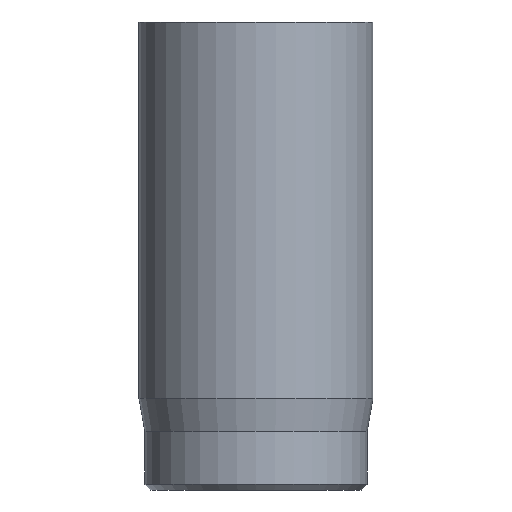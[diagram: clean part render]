
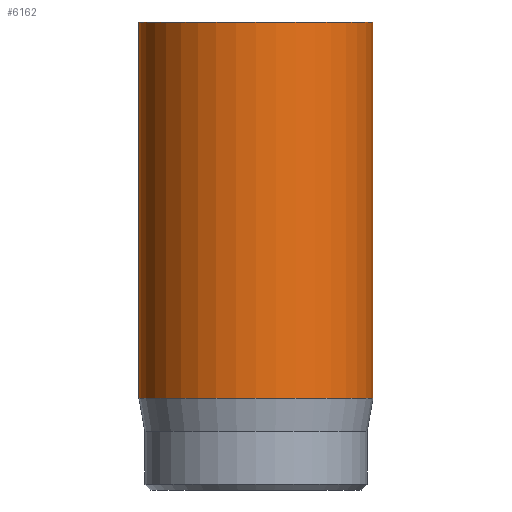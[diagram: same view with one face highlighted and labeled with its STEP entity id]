
A CAD part, front view. The second image highlights one B-rep face of the part: STEP entity #6162.
In plain terms, the highlighted cylindrical face has radius 2 mm (diameter 4 mm), a full revolution.
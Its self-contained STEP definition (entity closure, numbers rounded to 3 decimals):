
#31=CYLINDRICAL_SURFACE('',#6390,2.);
#45=CIRCLE('',#6363,2.);
#57=CIRCLE('',#6388,2.);
#58=CIRCLE('',#6389,2.);
#500=FACE_OUTER_BOUND('',#862,.T.);
#862=EDGE_LOOP('',(#5370,#5371,#5372,#5373,#5374));
#1322=LINE('',#11257,#1798);
#1798=VECTOR('',#7072,2.);
#2794=VERTEX_POINT('',#11208);
#2806=VERTEX_POINT('',#11251);
#2807=VERTEX_POINT('',#11252);
#3659=EDGE_CURVE('',#2794,#2794,#45,.T.);
#3677=EDGE_CURVE('',#2806,#2807,#57,.T.);
#3678=EDGE_CURVE('',#2807,#2806,#58,.T.);
#3680=EDGE_CURVE('',#2794,#2806,#1322,.T.);
#5370=ORIENTED_EDGE('',*,*,#3659,.T.);
#5371=ORIENTED_EDGE('',*,*,#3680,.T.);
#5372=ORIENTED_EDGE('',*,*,#3677,.T.);
#5373=ORIENTED_EDGE('',*,*,#3678,.T.);
#5374=ORIENTED_EDGE('',*,*,#3680,.F.);
#6162=ADVANCED_FACE('',(#500),#31,.T.);
#6363=AXIS2_PLACEMENT_3D('',#11209,#7009,#7010);
#6388=AXIS2_PLACEMENT_3D('',#11253,#7065,#7066);
#6389=AXIS2_PLACEMENT_3D('',#11254,#7067,#7068);
#6390=AXIS2_PLACEMENT_3D('',#11256,#7070,#7071);
#7009=DIRECTION('center_axis',(0.,0.,-1.));
#7010=DIRECTION('ref_axis',(-1.,0.,0.));
#7065=DIRECTION('center_axis',(0.,0.,1.));
#7066=DIRECTION('ref_axis',(-1.,0.,0.));
#7067=DIRECTION('center_axis',(0.,0.,1.));
#7068=DIRECTION('ref_axis',(-1.,0.,0.));
#7070=DIRECTION('center_axis',(0.,0.,1.));
#7071=DIRECTION('ref_axis',(-1.,0.,0.));
#7072=DIRECTION('',(0.,0.,-1.));
#11208=CARTESIAN_POINT('',(2.,0.,8.));
#11209=CARTESIAN_POINT('Origin',(0.,0.,8.));
#11251=CARTESIAN_POINT('',(2.,0.,1.567));
#11252=CARTESIAN_POINT('',(-2.,0.,1.567));
#11253=CARTESIAN_POINT('Origin',(0.,0.,1.567));
#11254=CARTESIAN_POINT('Origin',(0.,0.,1.567));
#11256=CARTESIAN_POINT('Origin',(0.,0.,0.));
#11257=CARTESIAN_POINT('',(2.,0.,0.));
